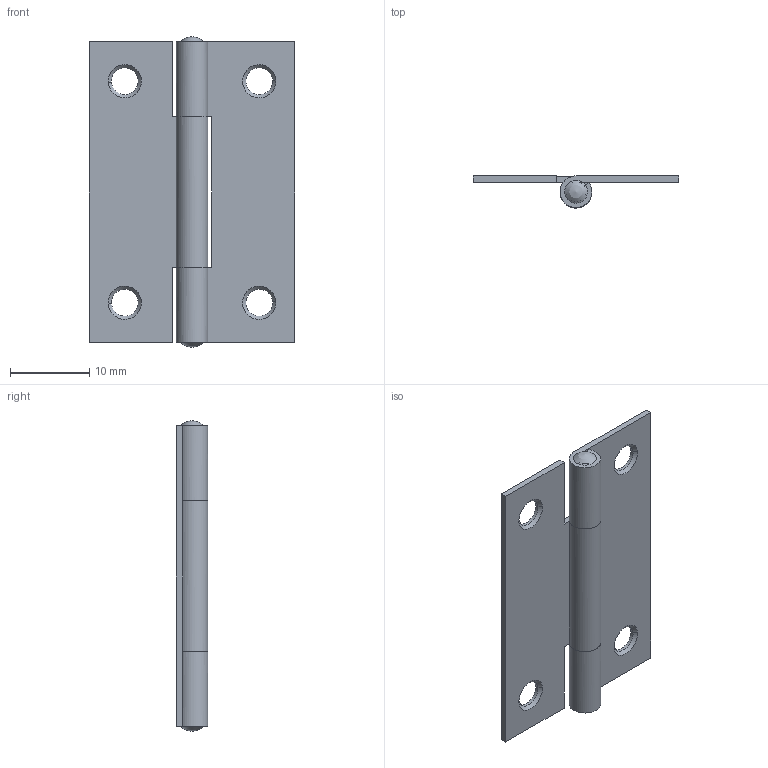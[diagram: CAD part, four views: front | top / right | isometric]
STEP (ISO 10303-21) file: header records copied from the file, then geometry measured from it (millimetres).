
FILE_DESCRIPTION((''),'2;1');
FILE_NAME('','2008-05-01T21:10:27',(''),(''),'','CADfix','');
FILE_SCHEMA(('AUTOMOTIVE_DESIGN { 1 0 10303 214 1 1 1 1 }'));
Length unit declared in the file: millimetre
Bounding box: 26 x 4 x 39.3 mm (x, y, z)
Volume: 1117.4 mm3; surface area: 2901 mm2
Topology: 3 solids, 3 shells, 48 faces, 148 edges, 108 vertices
Faces by surface type: bspline 48
Entity records: 2176 total; most frequent: CARTESIAN_POINT 1302, ORIENTED_EDGE 296, EDGE_CURVE 148, VERTEX_POINT 108, QUASI_UNIFORM_CURVE 72, EDGE_LOOP 58, FACE_OUTER_BOUND 48, ADVANCED_FACE 48
